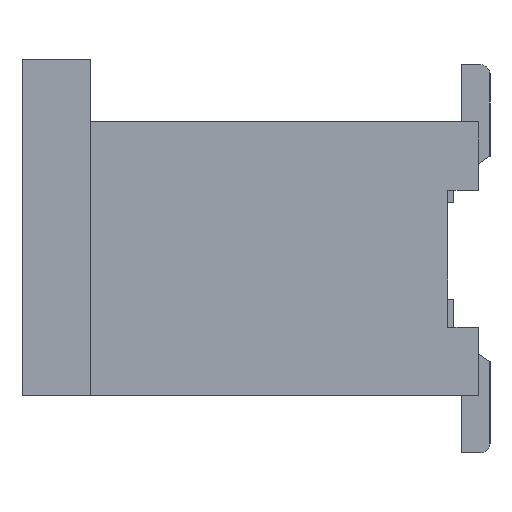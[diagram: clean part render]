
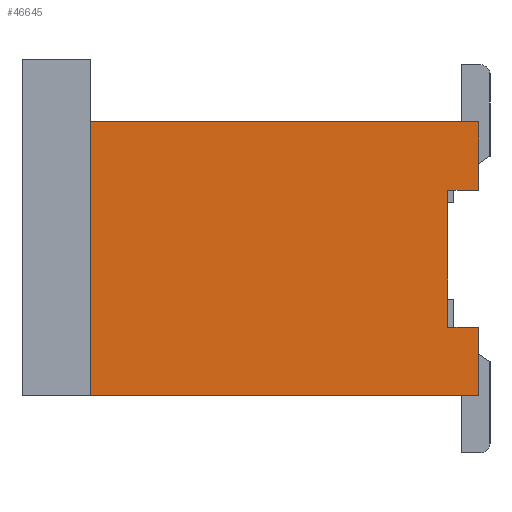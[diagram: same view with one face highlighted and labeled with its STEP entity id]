
A CAD part, left-side view. The second image highlights one B-rep face of the part: STEP entity #46645.
In plain terms, the highlighted planar face has unit normal (-1, 0, 0).
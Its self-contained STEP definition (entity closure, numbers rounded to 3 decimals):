
#221=DIRECTION('',(0.,0.,1.));
#222=VECTOR('',#221,2.4);
#223=CARTESIAN_POINT('',(-10.7,1.4,-0.94));
#224=LINE('',#223,#222);
#3682=DIRECTION('',(0.,0.,-1.));
#3683=VECTOR('',#3682,1.2);
#3684=CARTESIAN_POINT('',(-10.7,-1.73,0.86));
#3685=LINE('',#3684,#3683);
#4424=DIRECTION('',(0.,-1.,0.));
#4425=VECTOR('',#4424,3.4);
#4426=CARTESIAN_POINT('',(-10.7,1.4,1.46));
#4427=LINE('',#4426,#4425);
#5372=DIRECTION('',(0.,1.,0.));
#5373=VECTOR('',#5372,3.4);
#5374=CARTESIAN_POINT('',(-10.7,-2.,-0.94));
#5375=LINE('',#5374,#5373);
#13931=DIRECTION('',(0.,0.,-1.));
#13932=VECTOR('',#13931,0.6);
#13933=CARTESIAN_POINT('',(-10.7,-2.,1.46));
#13934=LINE('',#13933,#13932);
#13955=DIRECTION('',(0.,1.,0.));
#13956=VECTOR('',#13955,0.27);
#13957=CARTESIAN_POINT('',(-10.7,-2.,0.86));
#13958=LINE('',#13957,#13956);
#13979=DIRECTION('',(0.,-1.,0.));
#13980=VECTOR('',#13979,0.27);
#13981=CARTESIAN_POINT('',(-10.7,-1.73,-0.34));
#13982=LINE('',#13981,#13980);
#14003=DIRECTION('',(0.,0.,-1.));
#14004=VECTOR('',#14003,0.6);
#14005=CARTESIAN_POINT('',(-10.7,-2.,-0.34));
#14006=LINE('',#14005,#14004);
#21955=CARTESIAN_POINT('',(-10.7,1.4,1.46));
#21956=CARTESIAN_POINT('',(-10.7,-2.,1.46));
#21957=VERTEX_POINT('',#21955);
#21958=VERTEX_POINT('',#21956);
#21961=CARTESIAN_POINT('',(-10.7,1.4,-0.94));
#21962=VERTEX_POINT('',#21961);
#21967=CARTESIAN_POINT('',(-10.7,-2.,-0.34));
#21968=CARTESIAN_POINT('',(-10.7,-2.,-0.94));
#21969=VERTEX_POINT('',#21967);
#21970=VERTEX_POINT('',#21968);
#21979=CARTESIAN_POINT('',(-10.7,-2.,0.86));
#21980=VERTEX_POINT('',#21979);
#21983=CARTESIAN_POINT('',(-10.7,-1.73,0.86));
#21984=VERTEX_POINT('',#21983);
#21987=CARTESIAN_POINT('',(-10.7,-1.73,-0.34));
#21988=VERTEX_POINT('',#21987);
#46628=CARTESIAN_POINT('',(-10.7,-2.,-2.5));
#46629=DIRECTION('',(1.,0.,0.));
#46630=DIRECTION('',(0.,1.,0.));
#46631=AXIS2_PLACEMENT_3D('',#46628,#46629,#46630);
#46632=PLANE('',#46631);
#46633=ORIENTED_EDGE('',*,*,#32443,.T.);
#46634=ORIENTED_EDGE('',*,*,#46592,.T.);
#46635=ORIENTED_EDGE('',*,*,#46619,.T.);
#46636=ORIENTED_EDGE('',*,*,#32011,.T.);
#46638=ORIENTED_EDGE('',*,*,#46637,.T.);
#46640=ORIENTED_EDGE('',*,*,#46639,.T.);
#46641=ORIENTED_EDGE('',*,*,#33972,.T.);
#46642=ORIENTED_EDGE('',*,*,#29084,.T.);
#46643=EDGE_LOOP('',(#46633,#46634,#46635,#46636,#46638,#46640,#46641,#46642));
#46644=FACE_OUTER_BOUND('',#46643,.F.);
#46645=ADVANCED_FACE('',(#46644),#46632,.F.);
#29084=EDGE_CURVE('',#21962,#21957,#224,.T.);
#32011=EDGE_CURVE('',#21984,#21988,#3685,.T.);
#32443=EDGE_CURVE('',#21957,#21958,#4427,.T.);
#33972=EDGE_CURVE('',#21970,#21962,#5375,.T.);
#46592=EDGE_CURVE('',#21958,#21980,#13934,.T.);
#46619=EDGE_CURVE('',#21980,#21984,#13958,.T.);
#46637=EDGE_CURVE('',#21988,#21969,#13982,.T.);
#46639=EDGE_CURVE('',#21969,#21970,#14006,.T.);
